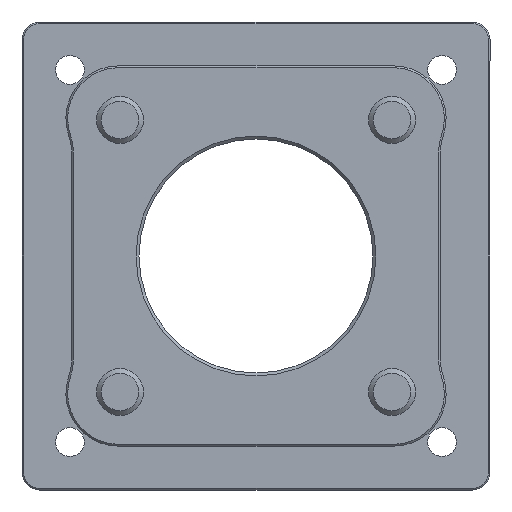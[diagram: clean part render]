
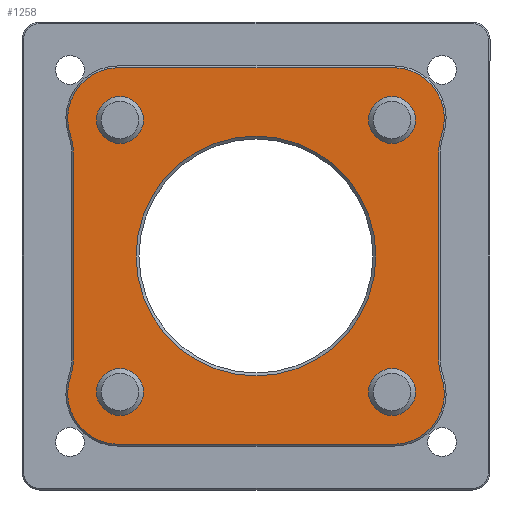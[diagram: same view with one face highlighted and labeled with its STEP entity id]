
A CAD part, front view. The second image highlights one B-rep face of the part: STEP entity #1258.
In plain terms, the highlighted planar face has unit normal (0, -1, 0).
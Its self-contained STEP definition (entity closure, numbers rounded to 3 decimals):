
#23=FACE_BOUND('',#298,.T.);
#24=FACE_BOUND('',#299,.T.);
#25=FACE_BOUND('',#300,.T.);
#26=FACE_BOUND('',#301,.T.);
#27=FACE_BOUND('',#302,.T.);
#86=CIRCLE('',#1329,8.7);
#88=CIRCLE('',#1332,10.4);
#90=CIRCLE('',#1336,10.4);
#92=CIRCLE('',#1339,8.7);
#94=CIRCLE('',#1343,8.7);
#96=CIRCLE('',#1346,10.4);
#98=CIRCLE('',#1350,10.4);
#100=CIRCLE('',#1353,8.7);
#105=CIRCLE('',#1365,20.5);
#106=CIRCLE('',#1366,4.);
#107=CIRCLE('',#1367,4.);
#108=CIRCLE('',#1368,4.);
#109=CIRCLE('',#1369,4.);
#213=FACE_OUTER_BOUND('',#297,.T.);
#297=EDGE_LOOP('',(#929,#930,#931,#932,#933,#934,#935,#936,#937,#938,#939,
#940));
#298=EDGE_LOOP('',(#941));
#299=EDGE_LOOP('',(#942));
#300=EDGE_LOOP('',(#943));
#301=EDGE_LOOP('',(#944));
#302=EDGE_LOOP('',(#945));
#398=LINE('',#1928,#482);
#403=LINE('',#1946,#487);
#408=LINE('',#1964,#492);
#413=LINE('',#1982,#497);
#482=VECTOR('',#1502,47.);
#487=VECTOR('',#1521,34.802);
#492=VECTOR('',#1540,47.);
#497=VECTOR('',#1559,34.802);
#563=VERTEX_POINT('',#1921);
#566=VERTEX_POINT('',#1926);
#567=VERTEX_POINT('',#1930);
#569=VERTEX_POINT('',#1936);
#571=VERTEX_POINT('',#1942);
#573=VERTEX_POINT('',#1948);
#575=VERTEX_POINT('',#1954);
#577=VERTEX_POINT('',#1960);
#579=VERTEX_POINT('',#1966);
#581=VERTEX_POINT('',#1972);
#583=VERTEX_POINT('',#1978);
#585=VERTEX_POINT('',#1984);
#594=VERTEX_POINT('',#2019);
#595=VERTEX_POINT('',#2021);
#596=VERTEX_POINT('',#2023);
#597=VERTEX_POINT('',#2025);
#598=VERTEX_POINT('',#2027);
#683=EDGE_CURVE('',#566,#563,#398,.T.);
#686=EDGE_CURVE('',#563,#567,#86,.T.);
#689=EDGE_CURVE('',#567,#569,#88,.T.);
#692=EDGE_CURVE('',#569,#571,#403,.T.);
#695=EDGE_CURVE('',#571,#573,#90,.T.);
#698=EDGE_CURVE('',#573,#575,#92,.T.);
#701=EDGE_CURVE('',#575,#577,#408,.T.);
#704=EDGE_CURVE('',#577,#579,#94,.T.);
#707=EDGE_CURVE('',#579,#581,#96,.T.);
#710=EDGE_CURVE('',#581,#583,#413,.T.);
#713=EDGE_CURVE('',#583,#585,#98,.T.);
#715=EDGE_CURVE('',#585,#566,#100,.T.);
#729=EDGE_CURVE('',#594,#594,#105,.T.);
#730=EDGE_CURVE('',#595,#595,#106,.T.);
#731=EDGE_CURVE('',#596,#596,#107,.T.);
#732=EDGE_CURVE('',#597,#597,#108,.T.);
#733=EDGE_CURVE('',#598,#598,#109,.T.);
#929=ORIENTED_EDGE('',*,*,#683,.F.);
#930=ORIENTED_EDGE('',*,*,#715,.F.);
#931=ORIENTED_EDGE('',*,*,#713,.F.);
#932=ORIENTED_EDGE('',*,*,#710,.F.);
#933=ORIENTED_EDGE('',*,*,#707,.F.);
#934=ORIENTED_EDGE('',*,*,#704,.F.);
#935=ORIENTED_EDGE('',*,*,#701,.F.);
#936=ORIENTED_EDGE('',*,*,#698,.F.);
#937=ORIENTED_EDGE('',*,*,#695,.F.);
#938=ORIENTED_EDGE('',*,*,#692,.F.);
#939=ORIENTED_EDGE('',*,*,#689,.F.);
#940=ORIENTED_EDGE('',*,*,#686,.F.);
#941=ORIENTED_EDGE('',*,*,#729,.F.);
#942=ORIENTED_EDGE('',*,*,#730,.T.);
#943=ORIENTED_EDGE('',*,*,#731,.T.);
#944=ORIENTED_EDGE('',*,*,#732,.T.);
#945=ORIENTED_EDGE('',*,*,#733,.T.);
#1217=PLANE('',#1364);
#1258=ADVANCED_FACE('',(#213,#23,#24,#25,#26,#27),#1217,.F.);
#1329=AXIS2_PLACEMENT_3D('',#1934,#1508,#1509);
#1332=AXIS2_PLACEMENT_3D('',#1940,#1515,#1516);
#1336=AXIS2_PLACEMENT_3D('',#1952,#1527,#1528);
#1339=AXIS2_PLACEMENT_3D('',#1958,#1534,#1535);
#1343=AXIS2_PLACEMENT_3D('',#1970,#1546,#1547);
#1346=AXIS2_PLACEMENT_3D('',#1976,#1553,#1554);
#1350=AXIS2_PLACEMENT_3D('',#1988,#1565,#1566);
#1353=AXIS2_PLACEMENT_3D('',#1991,#1571,#1572);
#1364=AXIS2_PLACEMENT_3D('',#2018,#1602,#1603);
#1365=AXIS2_PLACEMENT_3D('',#2020,#1604,#1605);
#1366=AXIS2_PLACEMENT_3D('',#2022,#1606,#1607);
#1367=AXIS2_PLACEMENT_3D('',#2024,#1608,#1609);
#1368=AXIS2_PLACEMENT_3D('',#2026,#1610,#1611);
#1369=AXIS2_PLACEMENT_3D('',#2028,#1612,#1613);
#1502=DIRECTION('',(1.,0.,0.));
#1508=DIRECTION('center_axis',(0.,1.,0.));
#1509=DIRECTION('ref_axis',(0.,0.,1.));
#1515=DIRECTION('center_axis',(0.,-1.,0.));
#1516=DIRECTION('ref_axis',(-1.,0.,0.));
#1521=DIRECTION('',(0.,0.,-1.));
#1527=DIRECTION('center_axis',(0.,-1.,0.));
#1528=DIRECTION('ref_axis',(-0.948,0.,-0.319));
#1534=DIRECTION('center_axis',(0.,1.,0.));
#1535=DIRECTION('ref_axis',(0.948,0.,0.319));
#1540=DIRECTION('',(-1.,0.,0.));
#1546=DIRECTION('center_axis',(0.,1.,0.));
#1547=DIRECTION('ref_axis',(0.,0.,-1.));
#1553=DIRECTION('center_axis',(0.,-1.,0.));
#1554=DIRECTION('ref_axis',(1.,0.,0.));
#1559=DIRECTION('',(0.,0.,1.));
#1565=DIRECTION('center_axis',(0.,-1.,0.));
#1566=DIRECTION('ref_axis',(0.948,0.,0.319));
#1571=DIRECTION('center_axis',(0.,1.,0.));
#1572=DIRECTION('ref_axis',(-0.948,0.,-0.319));
#1602=DIRECTION('center_axis',(0.,1.,0.));
#1603=DIRECTION('ref_axis',(0.,0.,1.));
#1604=DIRECTION('center_axis',(0.,-1.,0.));
#1605=DIRECTION('ref_axis',(-1.,0.,0.));
#1606=DIRECTION('center_axis',(0.,1.,0.));
#1607=DIRECTION('ref_axis',(-1.,0.,0.));
#1608=DIRECTION('center_axis',(0.,1.,0.));
#1609=DIRECTION('ref_axis',(-1.,0.,0.));
#1610=DIRECTION('center_axis',(0.,1.,0.));
#1611=DIRECTION('ref_axis',(-1.,0.,0.));
#1612=DIRECTION('center_axis',(0.,1.,0.));
#1613=DIRECTION('ref_axis',(-1.,0.,0.));
#1921=CARTESIAN_POINT('',(23.5,0.,32.2));
#1926=CARTESIAN_POINT('',(-23.5,0.,32.2));
#1928=CARTESIAN_POINT('',(-11.75,0.,32.2));
#1930=CARTESIAN_POINT('',(31.745,0.,20.722));
#1934=CARTESIAN_POINT('Origin',(23.5,0.,23.5));
#1936=CARTESIAN_POINT('',(31.2,0.,17.401));
#1940=CARTESIAN_POINT('Origin',(41.6,0.,17.401));
#1942=CARTESIAN_POINT('',(31.2,0.,-17.401));
#1946=CARTESIAN_POINT('',(31.2,0.,8.7));
#1948=CARTESIAN_POINT('',(31.745,0.,-20.722));
#1952=CARTESIAN_POINT('Origin',(41.6,0.,-17.401));
#1954=CARTESIAN_POINT('',(23.5,0.,-32.2));
#1958=CARTESIAN_POINT('Origin',(23.5,0.,-23.5));
#1960=CARTESIAN_POINT('',(-23.5,0.,-32.2));
#1964=CARTESIAN_POINT('',(11.75,0.,-32.2));
#1966=CARTESIAN_POINT('',(-31.745,0.,-20.722));
#1970=CARTESIAN_POINT('Origin',(-23.5,0.,-23.5));
#1972=CARTESIAN_POINT('',(-31.2,0.,-17.401));
#1976=CARTESIAN_POINT('Origin',(-41.6,0.,-17.401));
#1978=CARTESIAN_POINT('',(-31.2,0.,17.401));
#1982=CARTESIAN_POINT('',(-31.2,0.,-8.7));
#1984=CARTESIAN_POINT('',(-31.745,0.,20.722));
#1988=CARTESIAN_POINT('Origin',(-41.6,0.,17.401));
#1991=CARTESIAN_POINT('Origin',(-23.5,0.,23.5));
#2018=CARTESIAN_POINT('Origin',(0.,0.,0.));
#2019=CARTESIAN_POINT('',(20.5,0.,0.));
#2020=CARTESIAN_POINT('Origin',(0.,0.,0.));
#2021=CARTESIAN_POINT('',(-19.25,0.,-23.25));
#2022=CARTESIAN_POINT('Origin',(-23.25,0.,-23.25));
#2023=CARTESIAN_POINT('',(-19.25,0.,23.25));
#2024=CARTESIAN_POINT('Origin',(-23.25,0.,23.25));
#2025=CARTESIAN_POINT('',(27.25,0.,23.25));
#2026=CARTESIAN_POINT('Origin',(23.25,0.,23.25));
#2027=CARTESIAN_POINT('',(27.25,0.,-23.25));
#2028=CARTESIAN_POINT('Origin',(23.25,0.,-23.25));
